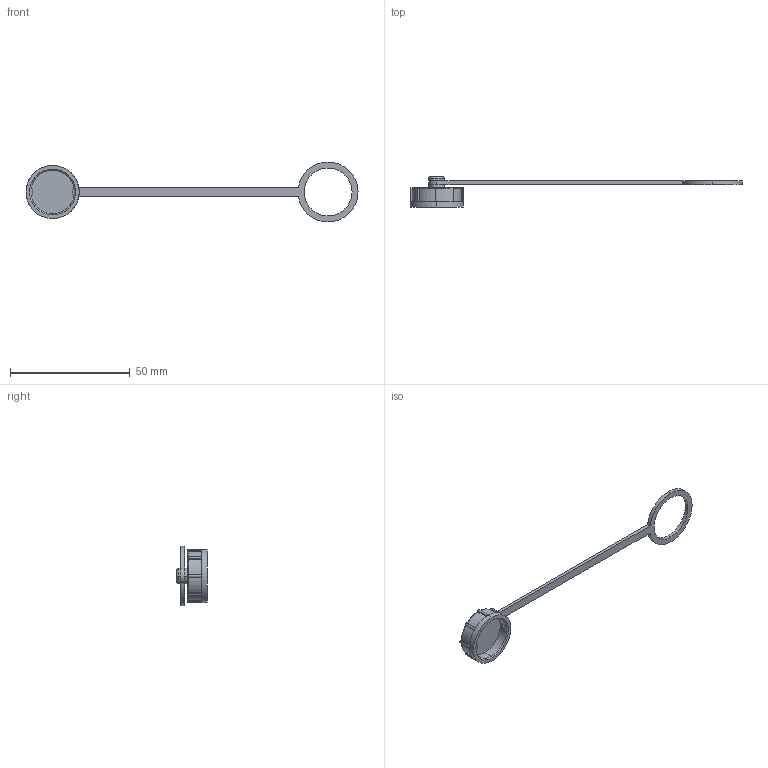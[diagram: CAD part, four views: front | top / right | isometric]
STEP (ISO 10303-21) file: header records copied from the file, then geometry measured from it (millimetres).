
FILE_DESCRIPTION (( 'STEP AP203' ), '1' );
FILE_NAME ('P314-PCNM16-2.STEP', '2020-04-01T03:02:57', ( 'edpusr' ), ( 'Microsoft' ), 'SwSTEP 2.0', 'SolidWorks 2015', '' );
FILE_SCHEMA (( 'CONFIG_CONTROL_DESIGN' ));
Length unit declared in the file: millimetre
Products named in the file (1): P314-PCNM16-2
Bounding box: 138.6 x 12.6 x 25 mm (x, y, z)
Volume: 2658.2 mm3; surface area: 3475.8 mm2
Topology: 3 solids, 3 shells, 136 faces, 312 edges, 186 vertices
Faces by surface type: cylinder 67, plane 51, bspline 16, cone 2
Entity records: 4553 total; most frequent: CARTESIAN_POINT 1467, DIRECTION 640, ORIENTED_EDGE 624, EDGE_CURVE 312, AXIS2_PLACEMENT_3D 255, VERTEX_POINT 186, EDGE_LOOP 144, FACE_OUTER_BOUND 136
